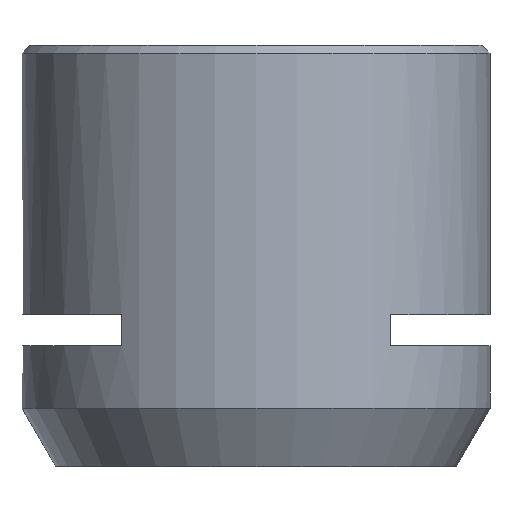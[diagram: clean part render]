
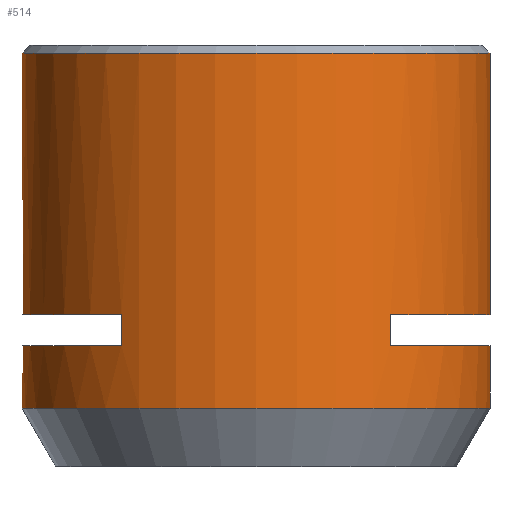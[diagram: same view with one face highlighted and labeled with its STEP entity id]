
A CAD part, front view. The second image highlights one B-rep face of the part: STEP entity #514.
In plain terms, the highlighted cylindrical face has radius 6 mm (diameter 12 mm), a full revolution.
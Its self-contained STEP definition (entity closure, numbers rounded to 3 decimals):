
#28=CYLINDRICAL_SURFACE('',#547,6.);
#35=LINE('',#715,#51);
#38=LINE('',#724,#54);
#42=LINE('',#739,#58);
#43=LINE('',#740,#59);
#51=VECTOR('',#600,1000.);
#54=VECTOR('',#611,1000.);
#58=VECTOR('',#623,1000.);
#59=VECTOR('',#624,1000.);
#80=ORIENTED_EDGE('',*,*,#158,.F.);
#81=ORIENTED_EDGE('',*,*,#159,.F.);
#82=ORIENTED_EDGE('',*,*,#154,.T.);
#83=ORIENTED_EDGE('',*,*,#160,.F.);
#84=ORIENTED_EDGE('',*,*,#161,.F.);
#85=ORIENTED_EDGE('',*,*,#152,.F.);
#86=ORIENTED_EDGE('',*,*,#162,.F.);
#87=ORIENTED_EDGE('',*,*,#144,.F.);
#88=ORIENTED_EDGE('',*,*,#149,.T.);
#89=ORIENTED_EDGE('',*,*,#163,.T.);
#144=EDGE_CURVE('',#184,#185,#216,.T.);
#149=EDGE_CURVE('',#184,#188,#35,.T.);
#152=EDGE_CURVE('',#190,#188,#218,.T.);
#154=EDGE_CURVE('',#192,#193,#38,.T.);
#158=EDGE_CURVE('',#196,#196,#220,.T.);
#159=EDGE_CURVE('',#192,#197,#221,.T.);
#160=EDGE_CURVE('',#198,#193,#222,.T.);
#161=EDGE_CURVE('',#197,#198,#42,.T.);
#162=EDGE_CURVE('',#185,#190,#43,.T.);
#163=EDGE_CURVE('',#199,#199,#223,.T.);
#184=VERTEX_POINT('',#704);
#185=VERTEX_POINT('',#705);
#188=VERTEX_POINT('',#713);
#190=VERTEX_POINT('',#719);
#192=VERTEX_POINT('',#725);
#193=VERTEX_POINT('',#726);
#196=VERTEX_POINT('',#734);
#197=VERTEX_POINT('',#736);
#198=VERTEX_POINT('',#738);
#199=VERTEX_POINT('',#742);
#216=CIRCLE('',#540,6.);
#218=CIRCLE('',#544,6.);
#220=CIRCLE('',#548,6.);
#221=CIRCLE('',#549,6.);
#222=CIRCLE('',#550,6.);
#223=CIRCLE('',#551,6.);
#244=EDGE_LOOP('',(#80));
#245=EDGE_LOOP('',(#81,#82,#83,#84));
#246=EDGE_LOOP('',(#85,#86,#87,#88));
#247=EDGE_LOOP('',(#89));
#288=FACE_BOUND('',#244,.T.);
#289=FACE_BOUND('',#245,.T.);
#290=FACE_BOUND('',#246,.T.);
#291=FACE_BOUND('',#247,.T.);
#514=ADVANCED_FACE('',(#288,#289,#290,#291),#28,.T.);
#540=AXIS2_PLACEMENT_3D('',#703,#591,#592);
#544=AXIS2_PLACEMENT_3D('',#721,#605,#606);
#547=AXIS2_PLACEMENT_3D('',#732,#615,#616);
#548=AXIS2_PLACEMENT_3D('',#733,#617,#618);
#549=AXIS2_PLACEMENT_3D('',#735,#619,#620);
#550=AXIS2_PLACEMENT_3D('',#737,#621,#622);
#551=AXIS2_PLACEMENT_3D('',#741,#625,#626);
#591=DIRECTION('',(0.,0.,1.));
#592=DIRECTION('',(1.,0.,0.));
#600=DIRECTION('',(0.,0.,1.));
#605=DIRECTION('',(0.,0.,-1.));
#606=DIRECTION('',(-1.,0.,0.));
#611=DIRECTION('',(0.,0.,1.));
#615=DIRECTION('',(0.,0.,-1.));
#616=DIRECTION('',(1.,0.,0.));
#617=DIRECTION('',(0.,0.,1.));
#618=DIRECTION('',(1.,0.,0.));
#619=DIRECTION('',(0.,0.,1.));
#620=DIRECTION('',(1.,0.,0.));
#621=DIRECTION('',(0.,0.,-1.));
#622=DIRECTION('',(-1.,0.,0.));
#623=DIRECTION('',(0.,0.,1.));
#624=DIRECTION('',(0.,0.,1.));
#625=DIRECTION('',(0.,0.,1.));
#626=DIRECTION('',(1.,0.,0.));
#703=CARTESIAN_POINT('',(0.,0.,3.1));
#704=CARTESIAN_POINT('',(3.45,-4.909,3.1));
#705=CARTESIAN_POINT('',(3.45,4.909,3.1));
#713=CARTESIAN_POINT('',(3.45,-4.909,3.9));
#715=CARTESIAN_POINT('',(3.45,-4.909,60.));
#719=CARTESIAN_POINT('',(3.45,4.909,3.9));
#721=CARTESIAN_POINT('',(0.,0.,3.9));
#724=CARTESIAN_POINT('',(-3.45,4.909,60.));
#725=CARTESIAN_POINT('',(-3.45,4.909,3.1));
#726=CARTESIAN_POINT('',(-3.45,4.909,3.9));
#732=CARTESIAN_POINT('',(0.,0.,60.));
#733=CARTESIAN_POINT('',(0.,0.,10.6));
#734=CARTESIAN_POINT('',(6.,0.,10.6));
#735=CARTESIAN_POINT('',(0.,0.,3.1));
#736=CARTESIAN_POINT('',(-3.45,-4.909,3.1));
#737=CARTESIAN_POINT('',(0.,0.,3.9));
#738=CARTESIAN_POINT('',(-3.45,-4.909,3.9));
#739=CARTESIAN_POINT('',(-3.45,-4.909,60.));
#740=CARTESIAN_POINT('',(3.45,4.909,60.));
#741=CARTESIAN_POINT('',(0.,0.,1.5));
#742=CARTESIAN_POINT('',(6.,0.,1.5));
